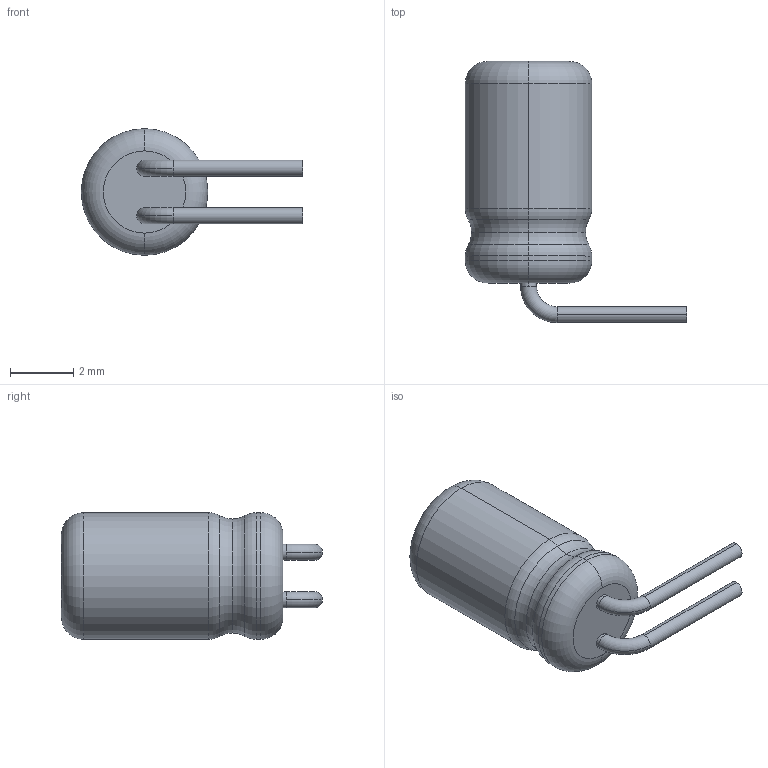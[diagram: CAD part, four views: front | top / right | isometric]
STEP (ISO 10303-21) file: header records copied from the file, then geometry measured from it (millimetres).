
FILE_DESCRIPTION (( 'STEP AP214' ), '1' );
FILE_NAME ('4x7_Alu_L.STEP', '2020-07-24T15:22:31', ( '' ), ( '' ), 'SwSTEP 2.0', 'SolidWorks 2017', '' );
FILE_SCHEMA (( 'AUTOMOTIVE_DESIGN' ));
Length unit declared in the file: millimetre
Products named in the file (1): 4x7_Alu_L
Bounding box: 7 x 8.25 x 4 mm (x, y, z)
Volume: 85.9 mm3; surface area: 122.6 mm2
Topology: 1 solids, 1 shells, 32 faces, 70 edges, 42 vertices
Faces by surface type: torus 16, cylinder 12, plane 4
Entity records: 1132 total; most frequent: DIRECTION 194, CARTESIAN_POINT 145, ORIENTED_EDGE 140, AXIS2_PLACEMENT_3D 91, EDGE_CURVE 70, CIRCLE 58, VERTEX_POINT 42, EDGE_LOOP 34
